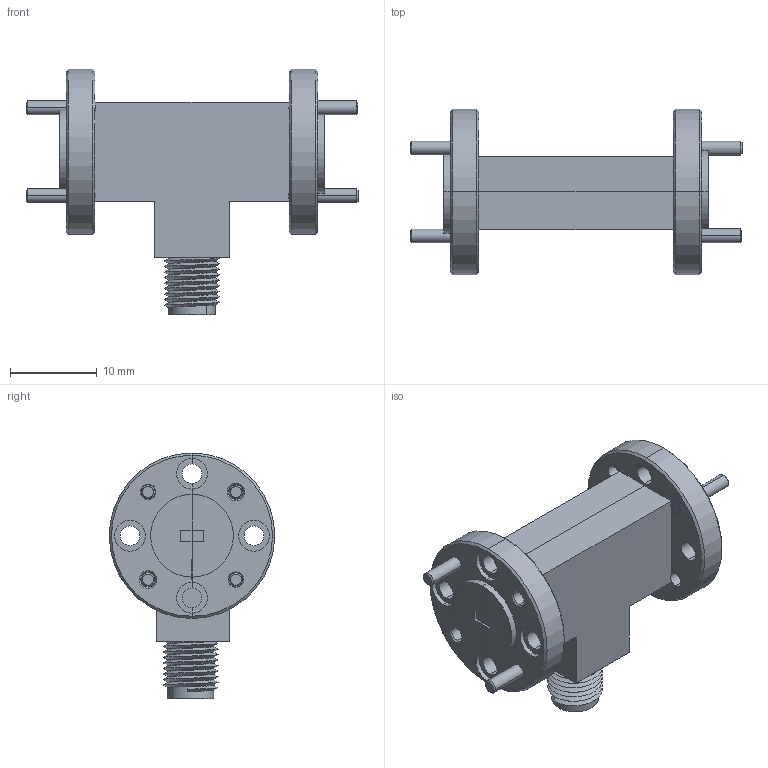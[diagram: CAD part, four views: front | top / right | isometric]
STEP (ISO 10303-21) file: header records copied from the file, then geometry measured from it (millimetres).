
FILE_DESCRIPTION (( 'STEP AP203' ), '1' );
FILE_NAME ('DMKA-10-101-1 DF.STEP', '2019-06-10T23:04:19', ( '' ), ( '' ), 'SwSTEP 2.0', 'SolidWorks 2016', '' );
FILE_SCHEMA (( 'CONFIG_CONTROL_DESIGN' ));
Length unit declared in the file: inch
Products named in the file (1): DMKA-10-101-1 DF
Bounding box: 38.23 x 19.05 x 28.32 mm (x, y, z)
Volume: 4559.2 mm3; surface area: 4214.7 mm2
Topology: 6 solids, 6 shells, 330 faces, 778 edges, 478 vertices
Faces by surface type: plane 120, cylinder 109, cone 99, bspline 2
Entity records: 10645 total; most frequent: CARTESIAN_POINT 2944, DIRECTION 1636, ORIENTED_EDGE 1556, EDGE_CURVE 778, AXIS2_PLACEMENT_3D 614, VERTEX_POINT 478, LINE 408, VECTOR 408
